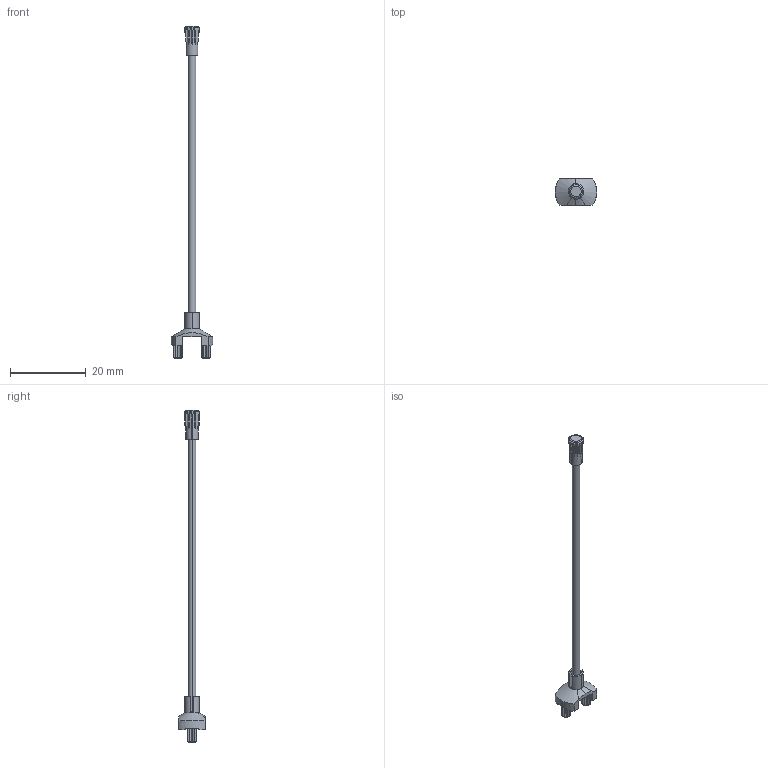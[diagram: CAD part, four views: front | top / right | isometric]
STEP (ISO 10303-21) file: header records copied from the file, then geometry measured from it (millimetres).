
FILE_DESCRIPTION(('STEP AP242'),'1');
FILE_NAME('1216_1002.stp','2022-09-14T08:04:44',('TraceParts'),('TraceParts S.A.'),'Spatial InterOp 3D',' ',' ');
FILE_SCHEMA(('AP242_MANAGED_MODEL_BASED_3D_ENGINEERING_MIM_LF {1 0 10303 442 1 1 4}'));
Length unit declared in the file: millimetre
Products named in the file (1): 1216_1002_1
Bounding box: 11 x 7 x 87.85 mm (x, y, z)
Volume: 506.6 mm3; surface area: 1086.7 mm2
Topology: 3 solids, 3 shells, 237 faces, 612 edges, 382 vertices
Faces by surface type: plane 143, torus 52, cylinder 32, cone 10
Entity records: 8138 total; most frequent: CARTESIAN_POINT 2414, ORIENTED_EDGE 1224, DIRECTION 1151, EDGE_CURVE 612, AXIS2_PLACEMENT_3D 415, VERTEX_POINT 382, LINE 321, VECTOR 321
